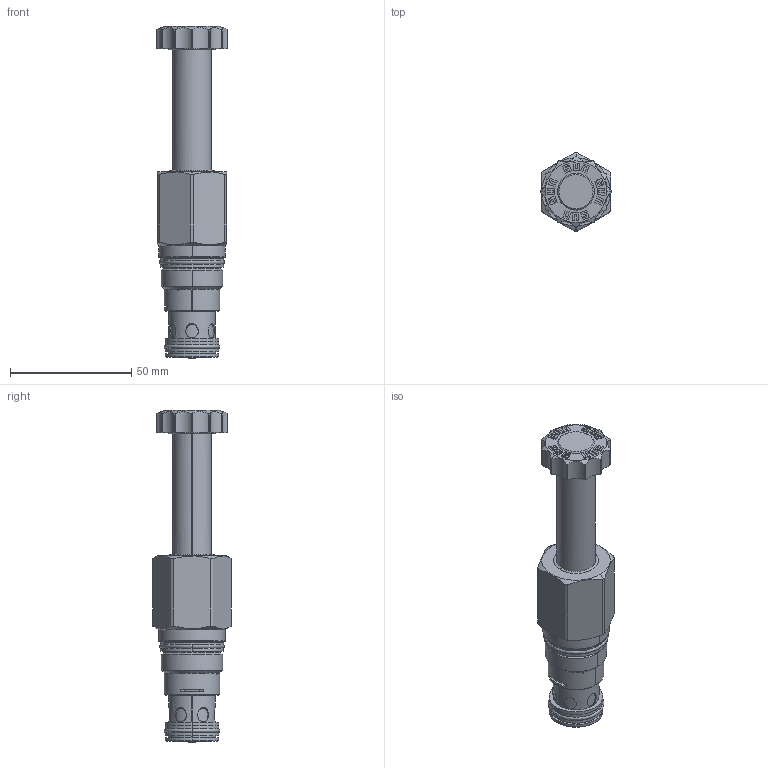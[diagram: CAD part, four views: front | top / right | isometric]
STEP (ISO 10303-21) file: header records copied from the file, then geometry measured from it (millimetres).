
FILE_DESCRIPTION((''),'2;1');
FILE_NAME('DFDJXCN_SW_PRT','2020-06-24T',('charlief'),(''),'PRO/ENGINEER BY PARAMETRIC TECHNOLOGY CORPORATION, 2016010','PRO/ENGINEER BY PARAMETRIC TECHNOLOGY CORPORATION, 2016010','');
FILE_SCHEMA(('CONFIG_CONTROL_DESIGN'));
Products named in the file (1): DFDJXCN_SW_PRT
Bounding box: 29.21 x 32.21 x 136.88 mm (x, y, z)
Surface area: 16697.8 mm2 (no closed solid volume)
Topology: 0 solids, 0 shells, 375 faces, 1918 edges, 1906 vertices
Faces by surface type: bspline 348, torus 27
Entity records: 51846 total; most frequent: CARTESIAN_POINT 35015, DIRECTION 2578, TRIMMED_CURVE 2243, VECTOR 1962, LINE 1962, DEFINITIONAL_REPRESENTATION 1894, PCURVE 1894, COMPOSITE_CURVE_SEGMENT 1894
